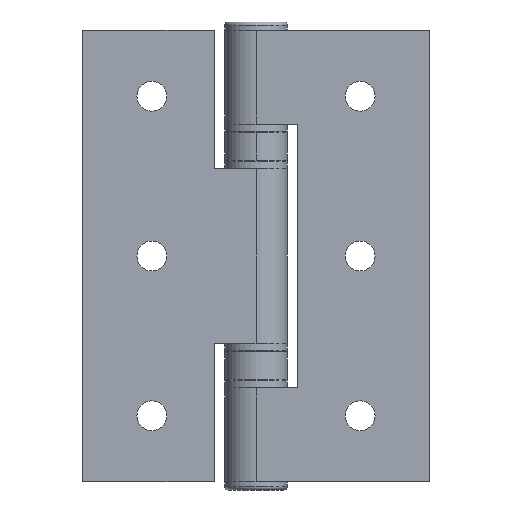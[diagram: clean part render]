
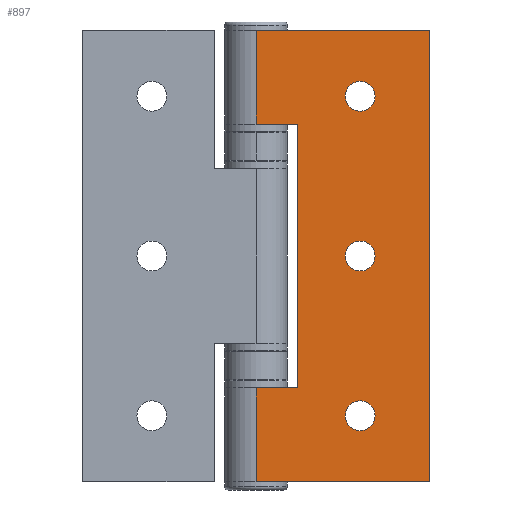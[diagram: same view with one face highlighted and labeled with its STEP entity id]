
A CAD part, front view. The second image highlights one B-rep face of the part: STEP entity #897.
In plain terms, the highlighted planar face has unit normal (0, -1, 0).
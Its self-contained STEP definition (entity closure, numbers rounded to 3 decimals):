
#44 = PLANE ( 'NONE',  #3735 ) ;
#49 = CARTESIAN_POINT ( 'NONE',  ( 0., -4.5, 32.5 ) ) ;
#73 = DIRECTION ( 'NONE',  ( 0., 1., 0. ) ) ;
#86 = DIRECTION ( 'NONE',  ( 0., 0., 1. ) ) ;
#382 = DIRECTION ( 'NONE',  ( 0., 0., -1. ) ) ;
#413 = DIRECTION ( 'NONE',  ( 0., 1., 0. ) ) ;
#418 = CARTESIAN_POINT ( 'NONE',  ( 15., -4.5, -23. ) ) ;
#419 = CARTESIAN_POINT ( 'NONE',  ( 15., -4.5, 0. ) ) ;
#430 = DIRECTION ( 'NONE',  ( 1., 0., 0. ) ) ;
#453 = DIRECTION ( 'NONE',  ( 0., 0., 1. ) ) ;
#455 = DIRECTION ( 'NONE',  ( 0., 0., 1. ) ) ;
#469 = CARTESIAN_POINT ( 'NONE',  ( 0., -4.5, 32.5 ) ) ;
#480 = DIRECTION ( 'NONE',  ( 0., 1., 0. ) ) ;
#508 = DIRECTION ( 'NONE',  ( 0., 0., 1. ) ) ;
#513 = DIRECTION ( 'NONE',  ( 0., 1., 0. ) ) ;
#523 = DIRECTION ( 'NONE',  ( 0., 0., -1. ) ) ;
#525 = CARTESIAN_POINT ( 'NONE',  ( 0., -4.5, 32.5 ) ) ;
#541 = CARTESIAN_POINT ( 'NONE',  ( 0., -4.5, -32.5 ) ) ;
#546 = CARTESIAN_POINT ( 'NONE',  ( 15., -4.5, 0. ) ) ;
#614 = CARTESIAN_POINT ( 'NONE',  ( 15., -4.5, -25.15 ) ) ;
#615 = CARTESIAN_POINT ( 'NONE',  ( 15., -4.5, -2.15 ) ) ;
#628 = CARTESIAN_POINT ( 'NONE',  ( 15., -4.5, 25.15 ) ) ;
#641 = CARTESIAN_POINT ( 'NONE',  ( 6., -4.5, 19. ) ) ;
#658 = CARTESIAN_POINT ( 'NONE',  ( 15., -4.5, 2.15 ) ) ;
#678 = CARTESIAN_POINT ( 'NONE',  ( 0., -4.5, 19. ) ) ;
#689 = CARTESIAN_POINT ( 'NONE',  ( 6., -4.5, -19. ) ) ;
#694 = CARTESIAN_POINT ( 'NONE',  ( 15., -4.5, -20.85 ) ) ;
#772 = CARTESIAN_POINT ( 'NONE',  ( 25., -4.5, -32.5 ) ) ;
#774 = CARTESIAN_POINT ( 'NONE',  ( 25., -4.5, 32.5 ) ) ;
#777 = CARTESIAN_POINT ( 'NONE',  ( 0., -4.5, 32.5 ) ) ;
#793 = CARTESIAN_POINT ( 'NONE',  ( 0., -4.5, -32.5 ) ) ;
#795 = CARTESIAN_POINT ( 'NONE',  ( 0., -4.5, -19. ) ) ;
#799 = CARTESIAN_POINT ( 'NONE',  ( 15., -4.5, 20.85 ) ) ;
#897 = ADVANCED_FACE ( 'NONE', ( #2494, #2495, #2496, #2497 ), #44, .F. ) ;
#1004 = EDGE_CURVE ( 'NONE', #4280, #4305, #2735, .T. ) ;
#1253 = EDGE_CURVE ( 'NONE', #4324, #4380, #3243, .T. ) ;
#1261 = EDGE_CURVE ( 'NONE', #4318, #4351, #2750, .T. ) ;
#1313 = EDGE_CURVE ( 'NONE', #4380, #4324, #3467, .T. ) ;
#1325 = EDGE_CURVE ( 'NONE', #4280, #4401, #2783, .T. ) ;
#1357 = EDGE_CURVE ( 'NONE', #4345, #4295, #3383, .T. ) ;
#1358 = EDGE_CURVE ( 'NONE', #4329, #4330, #3377, .T. ) ;
#1367 = EDGE_CURVE ( 'NONE', #4330, #4329, #3394, .T. ) ;
#1372 = EDGE_CURVE ( 'NONE', #4351, #4406, #2798, .T. ) ;
#1388 = EDGE_CURVE ( 'NONE', #4406, #2202, #2806, .T. ) ;
#1421 = EDGE_CURVE ( 'NONE', #4305, #2202, #2823, .T. ) ;
#1423 = EDGE_CURVE ( 'NONE', #4401, #4322, #2825, .T. ) ;
#1441 = EDGE_CURVE ( 'NONE', #4295, #4345, #3624, .T. ) ;
#1450 = EDGE_CURVE ( 'NONE', #4322, #4318, #2844, .T. ) ;
#1468 = DIRECTION ( 'NONE',  ( 0., 0., 1. ) ) ;
#1502 = DIRECTION ( 'NONE',  ( 0., 0., -1. ) ) ;
#1516 = CARTESIAN_POINT ( 'NONE',  ( 25., -4.5, 32.5 ) ) ;
#1552 = DIRECTION ( 'NONE',  ( 0., 1., 0. ) ) ;
#1592 = CARTESIAN_POINT ( 'NONE',  ( 15., -4.5, -23. ) ) ;
#1602 = DIRECTION ( 'NONE',  ( 1., 0., 0. ) ) ;
#1621 = CARTESIAN_POINT ( 'NONE',  ( 0., -4.5, 19. ) ) ;
#1648 = CARTESIAN_POINT ( 'NONE',  ( 6., -4.5, 32.5 ) ) ;
#1650 = DIRECTION ( 'NONE',  ( 0., 0., -1. ) ) ;
#1699 = DIRECTION ( 'NONE',  ( 1., 0., 0. ) ) ;
#1705 = DIRECTION ( 'NONE',  ( -1., 0., 0. ) ) ;
#1706 = DIRECTION ( 'NONE',  ( 0., 0., 1. ) ) ;
#1707 = DIRECTION ( 'NONE',  ( 0., 1., 0. ) ) ;
#1784 = CARTESIAN_POINT ( 'NONE',  ( 0., -4.5, -19. ) ) ;
#1823 = CARTESIAN_POINT ( 'NONE',  ( 15., -4.5, 23. ) ) ;
#1836 = DIRECTION ( 'NONE',  ( 0., 0., 1. ) ) ;
#1858 = DIRECTION ( 'NONE',  ( 0., 1., 0. ) ) ;
#1861 = CARTESIAN_POINT ( 'NONE',  ( 0., -4.5, 32.5 ) ) ;
#1863 = CARTESIAN_POINT ( 'NONE',  ( 15., -4.5, 23. ) ) ;
#2202 = VERTEX_POINT ( 'NONE', #772 ) ;
#2494 = FACE_BOUND ( 'NONE', #4105, .T. ) ;
#2495 = FACE_BOUND ( 'NONE', #4104, .T. ) ;
#2496 = FACE_BOUND ( 'NONE', #4103, .T. ) ;
#2497 = FACE_OUTER_BOUND ( 'NONE', #4100, .T. ) ;
#2735 = LINE ( 'NONE', #1861, #3239 ) ;
#2750 = LINE ( 'NONE', #1784, #3302 ) ;
#2783 = LINE ( 'NONE', #469, #3369 ) ;
#2798 = LINE ( 'NONE', #525, #3456 ) ;
#2806 = LINE ( 'NONE', #541, #3326 ) ;
#2823 = LINE ( 'NONE', #1516, #3620 ) ;
#2825 = LINE ( 'NONE', #1621, #3537 ) ;
#2844 = LINE ( 'NONE', #1648, #3531 ) ;
#3239 = VECTOR ( 'NONE', #1699, 1000. ) ;
#3243 = CIRCLE ( 'NONE', #3246, 2.15 ) ;
#3246 = AXIS2_PLACEMENT_3D ( 'NONE', #1863, #1707, #1706 ) ;
#3302 = VECTOR ( 'NONE', #1705, 1000. ) ;
#3326 = VECTOR ( 'NONE', #430, 1000. ) ;
#3369 = VECTOR ( 'NONE', #382, 1000. ) ;
#3377 = CIRCLE ( 'NONE', #3385, 2.15 ) ;
#3383 = CIRCLE ( 'NONE', #3396, 2.15 ) ;
#3385 = AXIS2_PLACEMENT_3D ( 'NONE', #419, #480, #453 ) ;
#3394 = CIRCLE ( 'NONE', #3399, 2.15 ) ;
#3396 = AXIS2_PLACEMENT_3D ( 'NONE', #418, #413, #455 ) ;
#3399 = AXIS2_PLACEMENT_3D ( 'NONE', #546, #513, #508 ) ;
#3456 = VECTOR ( 'NONE', #523, 1000. ) ;
#3461 = AXIS2_PLACEMENT_3D ( 'NONE', #1823, #1858, #1836 ) ;
#3467 = CIRCLE ( 'NONE', #3461, 2.15 ) ;
#3531 = VECTOR ( 'NONE', #1650, 1000. ) ;
#3536 = AXIS2_PLACEMENT_3D ( 'NONE', #1592, #1552, #1468 ) ;
#3537 = VECTOR ( 'NONE', #1602, 1000. ) ;
#3620 = VECTOR ( 'NONE', #1502, 1000. ) ;
#3624 = CIRCLE ( 'NONE', #3536, 2.15 ) ;
#3735 = AXIS2_PLACEMENT_3D ( 'NONE', #49, #73, #86 ) ;
#4100 = EDGE_LOOP ( 'NONE', ( #4922, #4926, #4925, #4928, #4927, #4930, #4931, #4929 ) ) ;
#4103 = EDGE_LOOP ( 'NONE', ( #4920, #4924 ) ) ;
#4104 = EDGE_LOOP ( 'NONE', ( #4918, #4923 ) ) ;
#4105 = EDGE_LOOP ( 'NONE', ( #4919, #4921 ) ) ;
#4280 = VERTEX_POINT ( 'NONE', #777 ) ;
#4295 = VERTEX_POINT ( 'NONE', #694 ) ;
#4305 = VERTEX_POINT ( 'NONE', #774 ) ;
#4318 = VERTEX_POINT ( 'NONE', #689 ) ;
#4322 = VERTEX_POINT ( 'NONE', #641 ) ;
#4324 = VERTEX_POINT ( 'NONE', #628 ) ;
#4329 = VERTEX_POINT ( 'NONE', #615 ) ;
#4330 = VERTEX_POINT ( 'NONE', #658 ) ;
#4345 = VERTEX_POINT ( 'NONE', #614 ) ;
#4351 = VERTEX_POINT ( 'NONE', #795 ) ;
#4380 = VERTEX_POINT ( 'NONE', #799 ) ;
#4401 = VERTEX_POINT ( 'NONE', #678 ) ;
#4406 = VERTEX_POINT ( 'NONE', #793 ) ;
#4918 = ORIENTED_EDGE ( 'NONE', *, *, #1367, .T. ) ;
#4919 = ORIENTED_EDGE ( 'NONE', *, *, #1441, .T. ) ;
#4920 = ORIENTED_EDGE ( 'NONE', *, *, #1253, .T. ) ;
#4921 = ORIENTED_EDGE ( 'NONE', *, *, #1357, .T. ) ;
#4922 = ORIENTED_EDGE ( 'NONE', *, *, #1450, .T. ) ;
#4923 = ORIENTED_EDGE ( 'NONE', *, *, #1358, .T. ) ;
#4924 = ORIENTED_EDGE ( 'NONE', *, *, #1313, .T. ) ;
#4925 = ORIENTED_EDGE ( 'NONE', *, *, #1372, .T. ) ;
#4926 = ORIENTED_EDGE ( 'NONE', *, *, #1261, .T. ) ;
#4927 = ORIENTED_EDGE ( 'NONE', *, *, #1421, .F. ) ;
#4928 = ORIENTED_EDGE ( 'NONE', *, *, #1388, .T. ) ;
#4929 = ORIENTED_EDGE ( 'NONE', *, *, #1423, .T. ) ;
#4930 = ORIENTED_EDGE ( 'NONE', *, *, #1004, .F. ) ;
#4931 = ORIENTED_EDGE ( 'NONE', *, *, #1325, .T. ) ;
